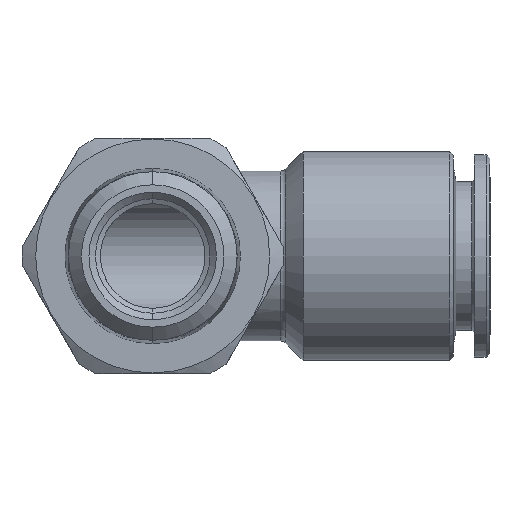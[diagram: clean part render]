
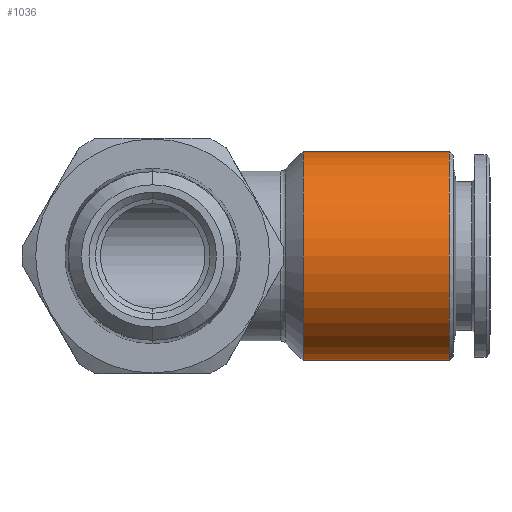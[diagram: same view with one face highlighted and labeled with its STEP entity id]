
A CAD part, front view. The second image highlights one B-rep face of the part: STEP entity #1036.
In plain terms, the highlighted cylindrical face has radius 8 mm (diameter 16 mm), a partial arc.
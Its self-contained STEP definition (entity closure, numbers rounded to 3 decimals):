
#985 = EDGE_CURVE ( 'NONE', #1320, #1346, #2791, .T. ) ;
#1008 = EDGE_LOOP ( 'NONE', ( #1037, #1011, #1034, #1035 ) ) ;
#1011 = ORIENTED_EDGE ( 'NONE', *, *, #1068, .T. ) ;
#1034 = ORIENTED_EDGE ( 'NONE', *, *, #1352, .T. ) ;
#1035 = ORIENTED_EDGE ( 'NONE', *, *, #985, .T. ) ;
#1036 = ADVANCED_FACE ( 'NONE', ( #3556 ), #3550, .T. ) ;
#1037 = ORIENTED_EDGE ( 'NONE', *, *, #1307, .F. ) ;
#1068 = EDGE_CURVE ( 'NONE', #1177, #1315, #1590, .T. ) ;
#1177 = VERTEX_POINT ( 'NONE', #1801 ) ;
#1307 = EDGE_CURVE ( 'NONE', #1177, #1346, #2136, .T. ) ;
#1315 = VERTEX_POINT ( 'NONE', #2177 ) ;
#1320 = VERTEX_POINT ( 'NONE', #2113 ) ;
#1346 = VERTEX_POINT ( 'NONE', #2216 ) ;
#1352 = EDGE_CURVE ( 'NONE', #1315, #1320, #2202, .T. ) ;
#1572 = DIRECTION ( 'NONE',  ( 0., 0., 1. ) ) ;
#1573 = DIRECTION ( 'NONE',  ( -1., 0., 0. ) ) ;
#1574 = CARTESIAN_POINT ( 'NONE',  ( 22.7, 0., 0. ) ) ;
#1589 = AXIS2_PLACEMENT_3D ( 'NONE', #1574, #1573, #1572 ) ;
#1590 = CIRCLE ( 'NONE', #1589, 8. ) ;
#1801 = CARTESIAN_POINT ( 'NONE',  ( 22.7, 0., -8. ) ) ;
#2113 = CARTESIAN_POINT ( 'NONE',  ( 11.5, 0., 8. ) ) ;
#2120 = DIRECTION ( 'NONE',  ( -1., 0., 0. ) ) ;
#2127 = VECTOR ( 'NONE', #2120, 1000. ) ;
#2136 = LINE ( 'NONE', #2176, #2127 ) ;
#2176 = CARTESIAN_POINT ( 'NONE',  ( 0., 0., -8. ) ) ;
#2177 = CARTESIAN_POINT ( 'NONE',  ( 22.7, 0., 8. ) ) ;
#2202 = LINE ( 'NONE', #2220, #2219 ) ;
#2216 = CARTESIAN_POINT ( 'NONE',  ( 11.5, 0., -8. ) ) ;
#2218 = DIRECTION ( 'NONE',  ( -1., 0., 0. ) ) ;
#2219 = VECTOR ( 'NONE', #2218, 1000. ) ;
#2220 = CARTESIAN_POINT ( 'NONE',  ( 0., 0., 8. ) ) ;
#2787 = DIRECTION ( 'NONE',  ( 0., 0., -1. ) ) ;
#2788 = DIRECTION ( 'NONE',  ( 1., 0., 0. ) ) ;
#2789 = CARTESIAN_POINT ( 'NONE',  ( 11.5, 0., 0. ) ) ;
#2790 = AXIS2_PLACEMENT_3D ( 'NONE', #2789, #2788, #2787 ) ;
#2791 = CIRCLE ( 'NONE', #2790, 8. ) ;
#2877 = AXIS2_PLACEMENT_3D ( 'NONE', #2904, #2935, #2878 ) ;
#2878 = DIRECTION ( 'NONE',  ( 0., 0., 1. ) ) ;
#2904 = CARTESIAN_POINT ( 'NONE',  ( 0., 0., 0. ) ) ;
#2935 = DIRECTION ( 'NONE',  ( -1., 0., 0. ) ) ;
#3550 = CYLINDRICAL_SURFACE ( 'NONE', #2877, 8. ) ;
#3556 = FACE_OUTER_BOUND ( 'NONE', #1008, .T. ) ;
